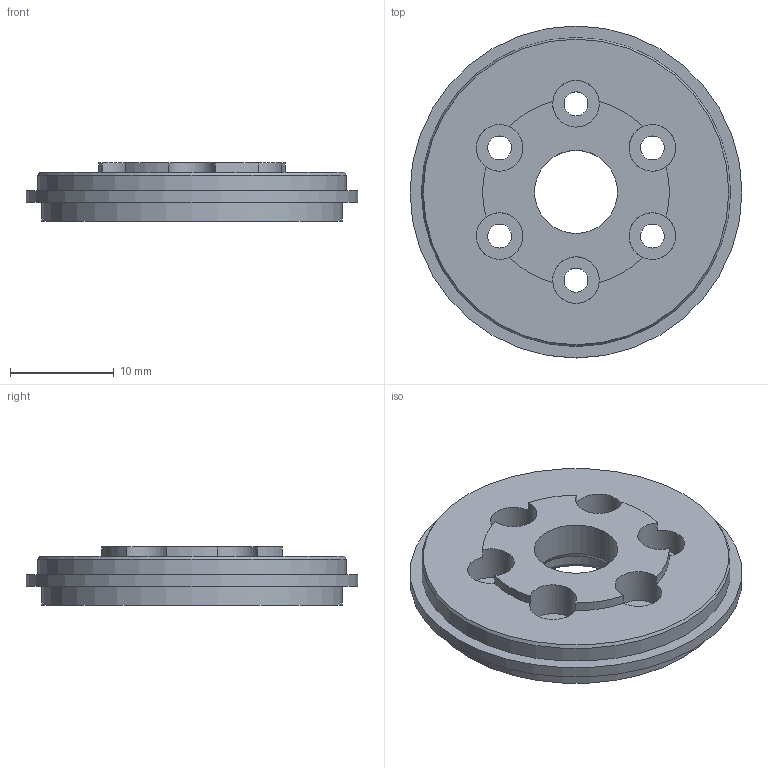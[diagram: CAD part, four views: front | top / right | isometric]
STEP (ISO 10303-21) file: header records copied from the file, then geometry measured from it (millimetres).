
FILE_DESCRIPTION(/* description */ (''),/* implementation_level */ '2;1');
FILE_NAME(/* name */ '32-GPT_flange_a.stp',/* time_stamp */ '2019-07-23T09:23:49+02:00',/* author */ ('DR. FRITZ FAULHABER GmbH & Co. KG'),/* organization */ ('DR. FRITZ FAULHABER GmbH & Co. KG'),/* preprocessor_version */ 'ST-DEVELOPER v16.7',/* originating_system */ 'SIEMENS PLM Software NX 12.0',/* authorisation */ '');
FILE_SCHEMA (('AUTOMOTIVE_DESIGN { 1 0 10303 214 3 1 1 1 }'));
Length unit declared in the file: millimetre
Products named in the file (1): F0010749500-D-416.4960.01
Bounding box: 32 x 32 x 5.6 mm (x, y, z)
Volume: 2875.8 mm3; surface area: 2406.4 mm2
Topology: 1 solids, 1 shells, 38 faces, 94 edges, 62 vertices
Faces by surface type: cylinder 23, plane 12, cone 3
Full cylindrical faces by diameter (mm): 2.3 x6, 4.5 x6, 8 x1, 10 x1, 29 x1, 29.8 x1, 32 x1
Entity records: 1046 total; most frequent: DIRECTION 200, CARTESIAN_POINT 161, ORIENTED_EDGE 134, AXIS2_PLACEMENT_3D 94, EDGE_LOOP 76, FACE_BOUND 70, EDGE_CURVE 67, VERTEX_POINT 55
